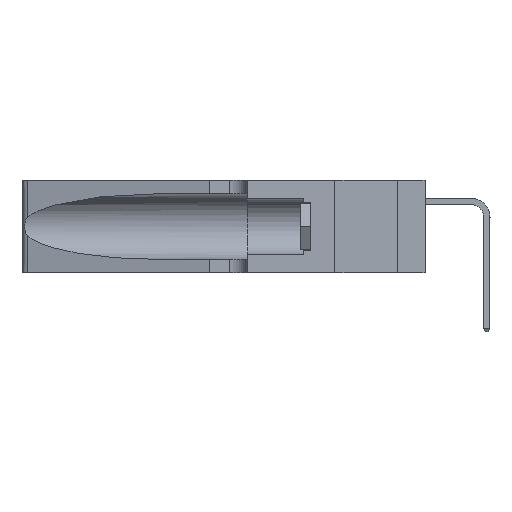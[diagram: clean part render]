
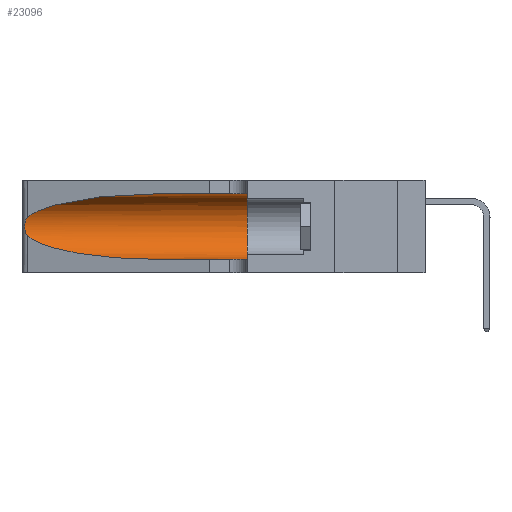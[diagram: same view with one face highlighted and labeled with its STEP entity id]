
A CAD part, left-side view. The second image highlights one B-rep face of the part: STEP entity #23096.
In plain terms, the highlighted cylindrical face has radius 3.308 mm (diameter 6.617 mm), a partial arc.
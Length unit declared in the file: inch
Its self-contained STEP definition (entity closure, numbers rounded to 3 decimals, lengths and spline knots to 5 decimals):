
#584 = ORIENTED_EDGE ( 'NONE', *, *, #22070, .T. ) ;
#867 = CARTESIAN_POINT ( 'NONE',  ( 0.1305, 1.61858, 0.185 ) ) ;
#1333 = CARTESIAN_POINT ( 'NONE',  ( 0.25487, 1.22718, 0.14631 ) ) ;
#1344 = CARTESIAN_POINT ( 'NONE',  ( 0.18966, 0.96281, 0.31525 ) ) ;
#1537 = DIRECTION ( 'NONE',  ( 0., 1., 0. ) ) ;
#1771 = CARTESIAN_POINT ( 'NONE',  ( 0.26017, 1.23833, 0.17102 ) ) ;
#1851 = ORIENTED_EDGE ( 'NONE', *, *, #6134, .F. ) ;
#1962 = EDGE_LOOP ( 'NONE', ( #584, #17543, #24344, #6894, #12005, #1851 ) ) ;
#2026 = AXIS2_PLACEMENT_3D ( 'NONE', #867, #4989, #2924 ) ;
#2348 = EDGE_CURVE ( 'NONE', #5931, #8620, #11893, .T. ) ;
#2924 = DIRECTION ( 'NONE',  ( 0., 0., -1. ) ) ;
#3414 = CARTESIAN_POINT ( 'NONE',  ( 0.25487, 1.22718, 0.22369 ) ) ;
#3852 = CARTESIAN_POINT ( 'NONE',  ( 0.25789, 1.23486, 0.15765 ) ) ;
#4321 = CARTESIAN_POINT ( 'NONE',  ( 0.25487, 1.22718, 0.14631 ) ) ;
#4989 = DIRECTION ( 'NONE',  ( 0., -1., 0. ) ) ;
#5626 = EDGE_CURVE ( 'NONE', #17681, #24980, #5681, .T. ) ;
#5681 = LINE ( 'NONE', #22734, #9866 ) ;
#5910 = CARTESIAN_POINT ( 'NONE',  ( 0.25555, 1.22993, 0.14849 ) ) ;
#5931 = VERTEX_POINT ( 'NONE', #19283 ) ;
#5996 = CARTESIAN_POINT ( 'NONE',  ( 0.1305, 0.35, 0.31525 ) ) ;
#6134 = EDGE_CURVE ( 'NONE', #13189, #22237, #8555, .T. ) ;
#6411 = CYLINDRICAL_SURFACE ( 'NONE', #2026, 0.13025 ) ;
#6894 = ORIENTED_EDGE ( 'NONE', *, *, #5626, .T. ) ;
#7075 = CARTESIAN_POINT ( 'NONE',  ( 0.1305, 0.72297, 0.05475 ) ) ;
#7896 = VECTOR ( 'NONE', #24012, 39.37008 ) ;
#8555 = LINE ( 'NONE', #26104, #7896 ) ;
#8563 = CARTESIAN_POINT ( 'NONE',  ( 0.1305, 0.72297, 0.05475 ) ) ;
#8620 = VERTEX_POINT ( 'NONE', #1333 ) ;
#8971 = CARTESIAN_POINT ( 'NONE',  ( 0.1305, 0.35, 0.05475 ) ) ;
#9062 = CIRCLE ( 'NONE', #11028, 0.13025 ) ;
#9866 = VECTOR ( 'NONE', #12538, 39.37008 ) ;
#9963 = CARTESIAN_POINT ( 'NONE',  ( 0.25787, 1.23484, 0.2124 ) ) ;
#11028 = AXIS2_PLACEMENT_3D ( 'NONE', #13839, #1537, #15878 ) ;
#11893 = B_SPLINE_CURVE_WITH_KNOTS ( 'NONE', 3,
 ( #22213, #18071, #11936, #9963, #24267, #12020, #26358, #14091, #1771, #16134, #3852, #18160, #5910, #20217 ),
 .UNSPECIFIED., .F., .F.,
 ( 4, 2, 2, 2, 2, 2, 4 ),
 ( 0., 0.00027, 0.00053, 0.00107, 0.0016, 0.00187, 0.00214 ),
 .UNSPECIFIED. ) ;
#11936 = CARTESIAN_POINT ( 'NONE',  ( 0.25639, 1.23184, 0.21858 ) ) ;
#12005 = ORIENTED_EDGE ( 'NONE', *, *, #13105, .F. ) ;
#12020 = CARTESIAN_POINT ( 'NONE',  ( 0.26018, 1.23835, 0.19895 ) ) ;
#12538 = DIRECTION ( 'NONE',  ( 0., -1., 0. ) ) ;
#13105 = EDGE_CURVE ( 'NONE', #22237, #24980, #9062, .T. ) ;
#13189 = VERTEX_POINT ( 'NONE', #14113 ) ;
#13839 = CARTESIAN_POINT ( 'NONE',  ( 0.1305, 0.35, 0.185 ) ) ;
#14091 = CARTESIAN_POINT ( 'NONE',  ( 0.26075, 1.23896, 0.178 ) ) ;
#14113 = CARTESIAN_POINT ( 'NONE',  ( 0.1305, 0.72297, 0.31525 ) ) ;
#14642 = CARTESIAN_POINT ( 'NONE',  ( 0.2373, 1.15595, 0.08982 ) ) ;
#15690 = CARTESIAN_POINT ( 'NONE',  ( 0.2373, 1.15595, 0.28018 ) ) ;
#15822 =( BOUNDED_CURVE ( )  B_SPLINE_CURVE ( 3, ( #4321, #14642, #20791, #8563 ),
 .UNSPECIFIED., .F., .T. ) 
 B_SPLINE_CURVE_WITH_KNOTS ( ( 4, 4 ),
 ( 3.44316, 4.71239 ),
 .UNSPECIFIED. ) 
 CURVE ( )  GEOMETRIC_REPRESENTATION_ITEM ( )  RATIONAL_B_SPLINE_CURVE ( ( 1., 0.87, 0.87, 1. ) ) 
 REPRESENTATION_ITEM ( '' )  );
#15878 = DIRECTION ( 'NONE',  ( 0., 0., 1. ) ) ;
#16134 = CARTESIAN_POINT ( 'NONE',  ( 0.25856, 1.23593, 0.16098 ) ) ;
#17543 = ORIENTED_EDGE ( 'NONE', *, *, #2348, .T. ) ;
#17681 = VERTEX_POINT ( 'NONE', #7075 ) ;
#18071 = CARTESIAN_POINT ( 'NONE',  ( 0.25555, 1.22994, 0.2215 ) ) ;
#18160 = CARTESIAN_POINT ( 'NONE',  ( 0.25639, 1.23186, 0.15144 ) ) ;
#19283 = CARTESIAN_POINT ( 'NONE',  ( 0.25487, 1.22718, 0.22369 ) ) ;
#20217 = CARTESIAN_POINT ( 'NONE',  ( 0.25487, 1.22718, 0.14631 ) ) ;
#20791 = CARTESIAN_POINT ( 'NONE',  ( 0.18966, 0.96281, 0.05475 ) ) ;
#21726 = EDGE_CURVE ( 'NONE', #8620, #17681, #15822, .T. ) ;
#22070 = EDGE_CURVE ( 'NONE', #13189, #5931, #25372, .T. ) ;
#22213 = CARTESIAN_POINT ( 'NONE',  ( 0.25487, 1.22718, 0.22369 ) ) ;
#22237 = VERTEX_POINT ( 'NONE', #5996 ) ;
#22734 = CARTESIAN_POINT ( 'NONE',  ( 0.1305, 1.61858, 0.05475 ) ) ;
#22754 = FACE_OUTER_BOUND ( 'NONE', #1962, .T. ) ;
#23096 = ADVANCED_FACE ( 'NONE', ( #22754 ), #6411, .F. ) ;
#24012 = DIRECTION ( 'NONE',  ( 0., -1., 0. ) ) ;
#24267 = CARTESIAN_POINT ( 'NONE',  ( 0.25854, 1.2359, 0.20912 ) ) ;
#24344 = ORIENTED_EDGE ( 'NONE', *, *, #21726, .T. ) ;
#24980 = VERTEX_POINT ( 'NONE', #8971 ) ;
#25372 =( BOUNDED_CURVE ( )  B_SPLINE_CURVE ( 3, ( #25922, #1344, #15690, #3414 ),
 .UNSPECIFIED., .F., .F. ) 
 B_SPLINE_CURVE_WITH_KNOTS ( ( 4, 4 ),
 ( 1.5708, 2.84003 ),
 .UNSPECIFIED. ) 
 CURVE ( )  GEOMETRIC_REPRESENTATION_ITEM ( )  RATIONAL_B_SPLINE_CURVE ( ( 1., 0.87, 0.87, 1. ) ) 
 REPRESENTATION_ITEM ( '' )  );
#25922 = CARTESIAN_POINT ( 'NONE',  ( 0.1305, 0.72297, 0.31525 ) ) ;
#26104 = CARTESIAN_POINT ( 'NONE',  ( 0.1305, 1.61858, 0.31525 ) ) ;
#26358 = CARTESIAN_POINT ( 'NONE',  ( 0.26075, 1.23896, 0.19203 ) ) ;
